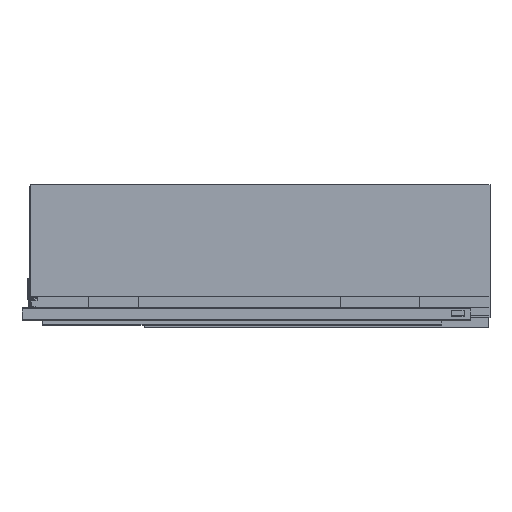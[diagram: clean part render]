
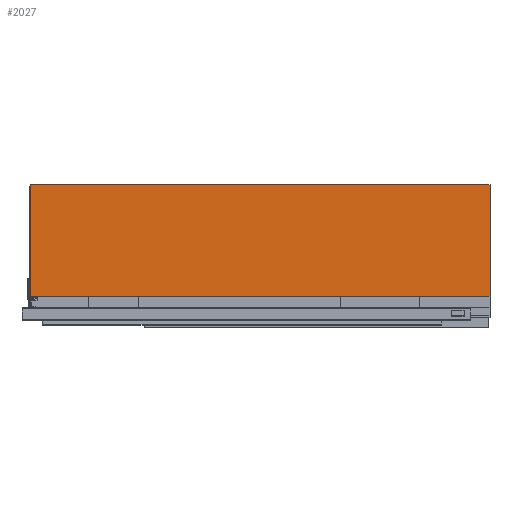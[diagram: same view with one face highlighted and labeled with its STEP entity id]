
A CAD part, top view. The second image highlights one B-rep face of the part: STEP entity #2027.
In plain terms, the highlighted planar face has unit normal (0, 0, 1).
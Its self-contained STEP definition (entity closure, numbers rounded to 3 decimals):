
#333 = FACE_OUTER_BOUND ( 'NONE', #8107, .T. ) ;
#605 = EDGE_CURVE ( 'NONE', #3785, #6890, #696, .T. ) ;
#696 = LINE ( 'NONE', #5114, #4883 ) ;
#2027 = ADVANCED_FACE ( 'NONE', ( #333 ), #7229, .T. ) ;
#2168 = ORIENTED_EDGE ( 'NONE', *, *, #3856, .F. ) ;
#2230 = VECTOR ( 'NONE', #10542, 1000. ) ;
#2233 = VECTOR ( 'NONE', #8839, 1000. ) ;
#3282 = DIRECTION ( 'NONE',  ( 0., -1., 0. ) ) ;
#3785 = VERTEX_POINT ( 'NONE', #4256 ) ;
#3856 = EDGE_CURVE ( 'NONE', #5941, #7612, #4571, .T. ) ;
#4256 = CARTESIAN_POINT ( 'NONE',  ( -640., 185., 13.5 ) ) ;
#4310 = CARTESIAN_POINT ( 'NONE',  ( 0., 185., 13.5 ) ) ;
#4446 = EDGE_CURVE ( 'NONE', #6890, #7612, #5400, .T. ) ;
#4565 = CARTESIAN_POINT ( 'NONE',  ( -640., 185., 13.5 ) ) ;
#4571 = LINE ( 'NONE', #6066, #11107 ) ;
#4703 = ORIENTED_EDGE ( 'NONE', *, *, #4446, .T. ) ;
#4883 = VECTOR ( 'NONE', #8545, 1000. ) ;
#5114 = CARTESIAN_POINT ( 'NONE',  ( -640., 185., 13.5 ) ) ;
#5145 = DIRECTION ( 'NONE',  ( 0., 0., 1. ) ) ;
#5400 = LINE ( 'NONE', #10421, #2233 ) ;
#5941 = VERTEX_POINT ( 'NONE', #4310 ) ;
#6066 = CARTESIAN_POINT ( 'NONE',  ( 0., 185., 13.5 ) ) ;
#6395 = EDGE_CURVE ( 'NONE', #3785, #5941, #7094, .T. ) ;
#6461 = ORIENTED_EDGE ( 'NONE', *, *, #6395, .F. ) ;
#6842 = CARTESIAN_POINT ( 'NONE',  ( -640., 185., 13.5 ) ) ;
#6890 = VERTEX_POINT ( 'NONE', #7203 ) ;
#7094 = LINE ( 'NONE', #4565, #2230 ) ;
#7203 = CARTESIAN_POINT ( 'NONE',  ( -640., 30., 13.5 ) ) ;
#7229 = PLANE ( 'NONE',  #10083 ) ;
#7612 = VERTEX_POINT ( 'NONE', #8118 ) ;
#8008 = DIRECTION ( 'NONE',  ( 0., -1., 0. ) ) ;
#8107 = EDGE_LOOP ( 'NONE', ( #2168, #6461, #8700, #4703 ) ) ;
#8118 = CARTESIAN_POINT ( 'NONE',  ( 0., 30., 13.5 ) ) ;
#8545 = DIRECTION ( 'NONE',  ( 0., -1., 0. ) ) ;
#8700 = ORIENTED_EDGE ( 'NONE', *, *, #605, .T. ) ;
#8839 = DIRECTION ( 'NONE',  ( 1., 0., 0. ) ) ;
#10083 = AXIS2_PLACEMENT_3D ( 'NONE', #6842, #5145, #3282 ) ;
#10421 = CARTESIAN_POINT ( 'NONE',  ( -640., 30., 13.5 ) ) ;
#10542 = DIRECTION ( 'NONE',  ( 1., 0., 0. ) ) ;
#11107 = VECTOR ( 'NONE', #8008, 1000. ) ;
